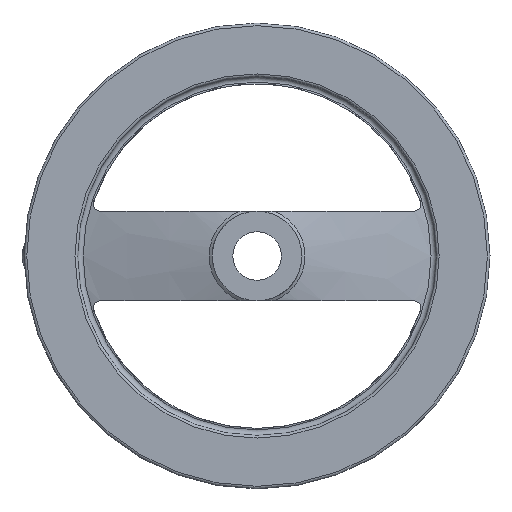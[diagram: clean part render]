
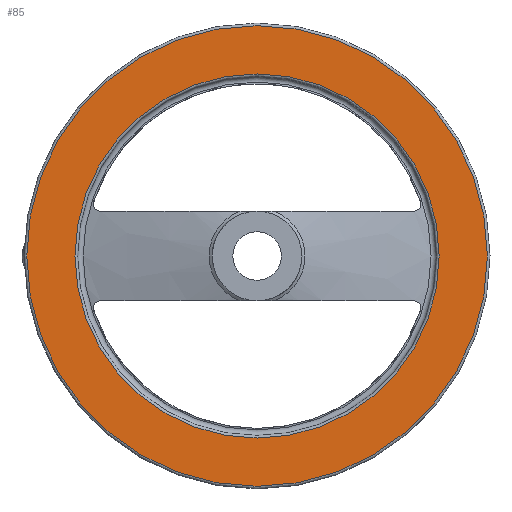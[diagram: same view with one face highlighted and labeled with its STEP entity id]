
A CAD part, left-side view. The second image highlights one B-rep face of the part: STEP entity #85.
In plain terms, the highlighted planar face has unit normal (-1, 0, 0).
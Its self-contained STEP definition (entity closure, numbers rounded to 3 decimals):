
#85 = ADVANCED_FACE( '', ( #192, #193 ), #194, .F. );
#192 = FACE_OUTER_BOUND( '', #354, .T. );
#193 = FACE_BOUND( '', #355, .T. );
#194 = PLANE( '', #356 );
#354 = EDGE_LOOP( '', ( #519 ) );
#355 = EDGE_LOOP( '', ( #520 ) );
#356 = AXIS2_PLACEMENT_3D( '', #521, #522, #523 );
#519 = ORIENTED_EDGE( '', *, *, #729, .F. );
#520 = ORIENTED_EDGE( '', *, *, #717, .T. );
#521 = CARTESIAN_POINT( '', ( 26.6, 97.713, 0. ) );
#522 = DIRECTION( '', ( 1., 0., 0. ) );
#523 = DIRECTION( '', ( 0., 0., -1. ) );
#717 = EDGE_CURVE( '', #837, #837, #838, .T. );
#729 = EDGE_CURVE( '', #855, #855, #856, .T. );
#837 = VERTEX_POINT( '', #1106 );
#838 = CIRCLE( '', #1107, 97.713 );
#855 = VERTEX_POINT( '', #1143 );
#856 = CIRCLE( '', #1144, 123.6 );
#1106 = CARTESIAN_POINT( '', ( 26.6, 0., -97.713 ) );
#1107 = AXIS2_PLACEMENT_3D( '', #1461, #1462, #1463 );
#1143 = CARTESIAN_POINT( '', ( 26.6, 0., -123.6 ) );
#1144 = AXIS2_PLACEMENT_3D( '', #1475, #1476, #1477 );
#1461 = CARTESIAN_POINT( '', ( 26.6, 0., 0. ) );
#1462 = DIRECTION( '', ( 1., 0., 0. ) );
#1463 = DIRECTION( '', ( 0., 0., -1. ) );
#1475 = CARTESIAN_POINT( '', ( 26.6, 0., 0. ) );
#1476 = DIRECTION( '', ( 1., 0., 0. ) );
#1477 = DIRECTION( '', ( 0., 0., -1. ) );
